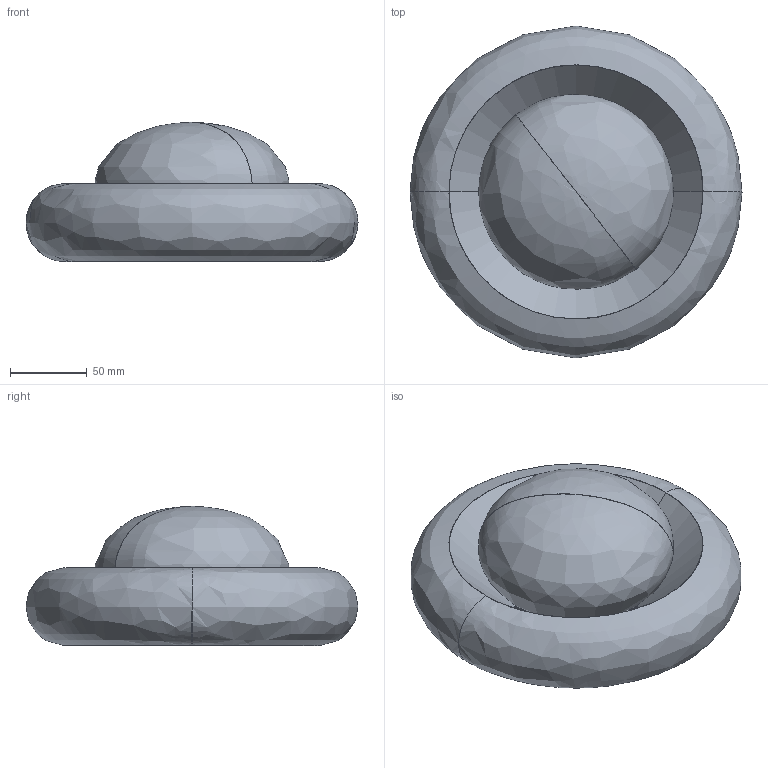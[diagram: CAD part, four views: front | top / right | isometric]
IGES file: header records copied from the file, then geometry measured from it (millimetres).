
Start section: SolidWorks IGES file using analytic representation for surfaces
Global section: file name: Humboldt Sconce 01.IGS; native system: SolidWorks 2022; preprocessor: SolidWorks 2022; author: Alex Harrington; date: 240522.094037; units: millimetre
Bounding box: 216.41 x 216.41 x 90.71 mm (x, y, z)
Surface area: 139258.5 mm2 (no closed solid volume)
Topology: 0 solids, 0 shells, 16 faces, 372 edges, 370 vertices
Faces by surface type: bspline 12, revolution 4
